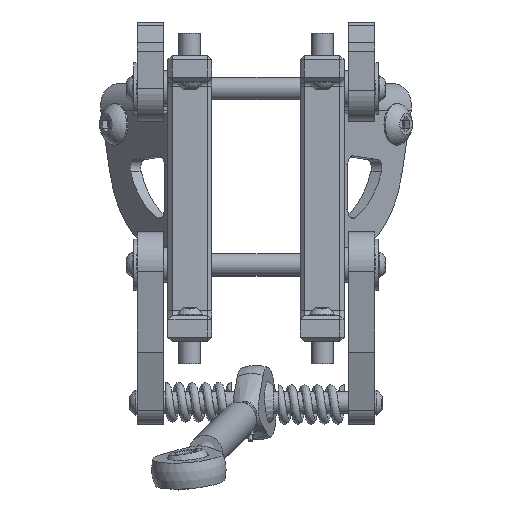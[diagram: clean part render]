
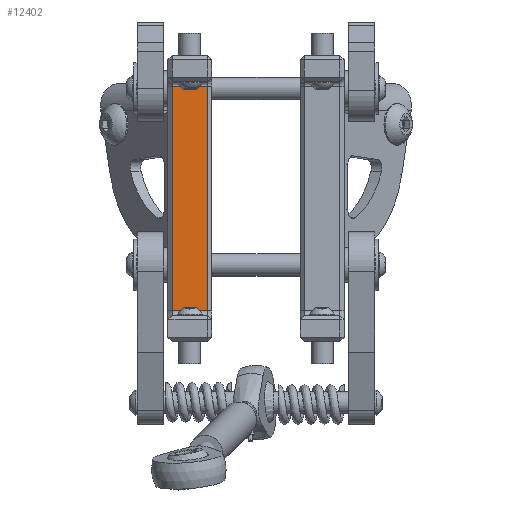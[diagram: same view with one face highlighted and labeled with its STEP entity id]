
A CAD part, top view. The second image highlights one B-rep face of the part: STEP entity #12402.
In plain terms, the highlighted planar face has unit normal (0, 0, 1).
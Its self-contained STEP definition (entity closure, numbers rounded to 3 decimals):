
#1093=PLANE('',#13519);
#1452=FACE_OUTER_BOUND('',#2282,.T.);
#2282=EDGE_LOOP('',(#8908,#8909,#8910,#8911));
#3427=LINE('',#19908,#4201);
#3436=LINE('',#19929,#4210);
#3440=LINE('',#19939,#4214);
#3442=LINE('',#19942,#4216);
#4201=VECTOR('',#15537,10.);
#4210=VECTOR('',#15562,10.);
#4214=VECTOR('',#15576,10.);
#4216=VECTOR('',#15580,10.);
#5810=VERTEX_POINT('',#19902);
#5811=VERTEX_POINT('',#19906);
#5814=VERTEX_POINT('',#19923);
#5815=VERTEX_POINT('',#19927);
#7021=EDGE_CURVE('',#5810,#5811,#3427,.T.);
#7032=EDGE_CURVE('',#5814,#5815,#3436,.T.);
#7037=EDGE_CURVE('',#5811,#5814,#3440,.T.);
#7039=EDGE_CURVE('',#5815,#5810,#3442,.T.);
#8908=ORIENTED_EDGE('',*,*,#7021,.F.);
#8909=ORIENTED_EDGE('',*,*,#7039,.F.);
#8910=ORIENTED_EDGE('',*,*,#7032,.F.);
#8911=ORIENTED_EDGE('',*,*,#7037,.F.);
#12402=ADVANCED_FACE('',(#1452),#1093,.F.);
#13519=AXIS2_PLACEMENT_3D('',#19941,#15578,#15579);
#15537=DIRECTION('',(0.,1.,0.));
#15562=DIRECTION('',(0.,-1.,0.));
#15576=DIRECTION('',(1.,0.,0.));
#15578=DIRECTION('center_axis',(0.,0.,-1.));
#15579=DIRECTION('ref_axis',(0.,1.,0.));
#15580=DIRECTION('',(-1.,0.,0.));
#19902=CARTESIAN_POINT('',(1.,-25.5,-8.));
#19906=CARTESIAN_POINT('',(1.,25.5,-8.));
#19908=CARTESIAN_POINT('',(1.,1.5,-8.));
#19923=CARTESIAN_POINT('',(9.,25.5,-8.));
#19927=CARTESIAN_POINT('',(9.,-25.5,-8.));
#19929=CARTESIAN_POINT('',(9.,1.5,-8.));
#19939=CARTESIAN_POINT('',(0.,25.5,-8.));
#19941=CARTESIAN_POINT('Origin',(0.,-26.5,-8.));
#19942=CARTESIAN_POINT('',(0.,-25.5,-8.));
